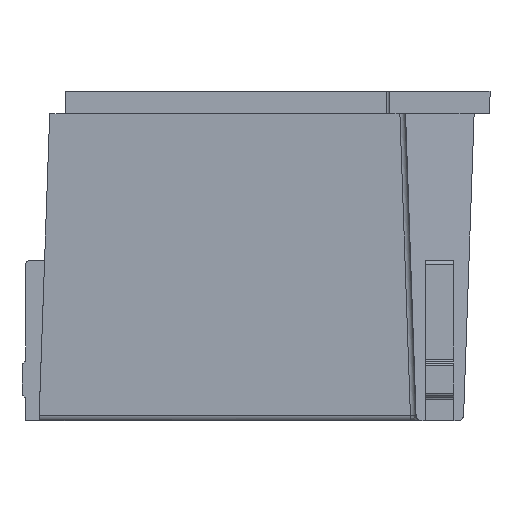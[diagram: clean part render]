
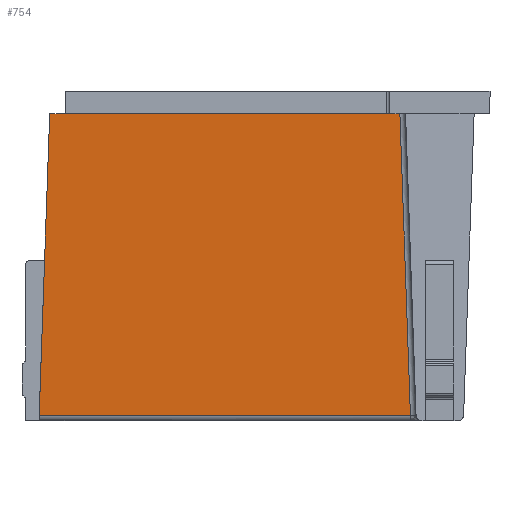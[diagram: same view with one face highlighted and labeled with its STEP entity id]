
A CAD part, left-side view. The second image highlights one B-rep face of the part: STEP entity #754.
In plain terms, the highlighted planar face has unit normal (-0.999, 0, -0.035).
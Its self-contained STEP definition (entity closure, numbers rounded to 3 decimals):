
#728=AXIS2_PLACEMENT_3D('Plane Axis2P3D',#725,#726,#727) ;
#105=CARTESIAN_POINT('Vertex',(20.342,22.511,16.3)) ;
#302=CARTESIAN_POINT('Vertex',(20.901,23.912,0.29)) ;
#305=CARTESIAN_POINT('Line Origine',(20.621,23.633,8.295)) ;
#309=CARTESIAN_POINT('Vertex',(20.342,23.353,16.3)) ;
#710=CARTESIAN_POINT('Vertex',(20.901,4.221,0.29)) ;
#713=CARTESIAN_POINT('Line Origine',(20.901,-19.175,0.29)) ;
#725=CARTESIAN_POINT('Axis2P3D Location',(20.911,-17.189,0.)) ;
#730=CARTESIAN_POINT('Line Origine',(20.621,4.501,8.295)) ;
#734=CARTESIAN_POINT('Vertex',(20.342,4.78,16.3)) ;
#737=CARTESIAN_POINT('Line Origine',(20.342,13.646,16.3)) ;
#742=CARTESIAN_POINT('Line Origine',(20.342,22.932,16.3)) ;
#306=DIRECTION('Vector Direction',(0.035,0.035,-0.999)) ;
#714=DIRECTION('Vector Direction',(0.,1.,0.)) ;
#726=DIRECTION('Axis2P3D Direction',(-0.999,0.,-0.035)) ;
#727=DIRECTION('Axis2P3D XDirection',(-0.035,0.,0.999)) ;
#731=DIRECTION('Vector Direction',(0.035,-0.035,-0.999)) ;
#738=DIRECTION('Vector Direction',(0.,1.,0.)) ;
#743=DIRECTION('Vector Direction',(0.,1.,0.)) ;
#307=VECTOR('Line Direction',#306,1.) ;
#715=VECTOR('Line Direction',#714,1.) ;
#732=VECTOR('Line Direction',#731,1.) ;
#739=VECTOR('Line Direction',#738,1.) ;
#744=VECTOR('Line Direction',#743,1.) ;
#748=ORIENTED_EDGE('',*,*,#717,.F.) ;
#749=ORIENTED_EDGE('',*,*,#736,.F.) ;
#750=ORIENTED_EDGE('',*,*,#741,.T.) ;
#751=ORIENTED_EDGE('',*,*,#746,.T.) ;
#752=ORIENTED_EDGE('',*,*,#311,.T.) ;
#754=ADVANCED_FACE('MANIFOLD_SOLID_BREP #19261',(#753),#729,.T.) ;
#311=EDGE_CURVE('',#310,#303,#308,.T.) ;
#717=EDGE_CURVE('',#711,#303,#716,.T.) ;
#736=EDGE_CURVE('',#735,#711,#733,.T.) ;
#741=EDGE_CURVE('',#735,#106,#740,.T.) ;
#746=EDGE_CURVE('',#106,#310,#745,.T.) ;
#747=EDGE_LOOP('',(#748,#749,#750,#751,#752)) ;
#753=FACE_OUTER_BOUND('',#747,.T.) ;
#308=LINE('Line',#305,#307) ;
#716=LINE('Line',#713,#715) ;
#733=LINE('Line',#730,#732) ;
#740=LINE('Line',#737,#739) ;
#745=LINE('Line',#742,#744) ;
#729=PLANE('',#728) ;
#106=VERTEX_POINT('',#105) ;
#303=VERTEX_POINT('',#302) ;
#310=VERTEX_POINT('',#309) ;
#711=VERTEX_POINT('',#710) ;
#735=VERTEX_POINT('',#734) ;
